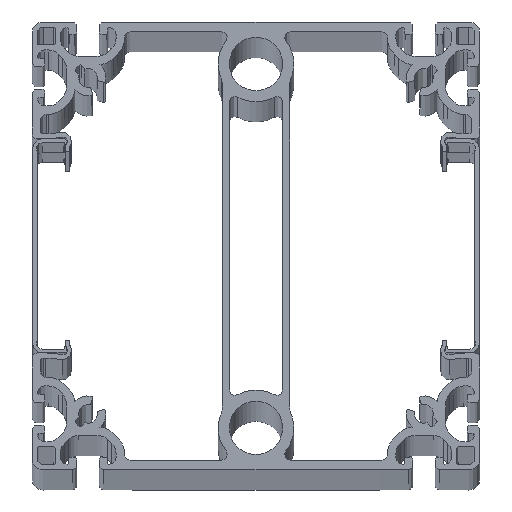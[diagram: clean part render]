
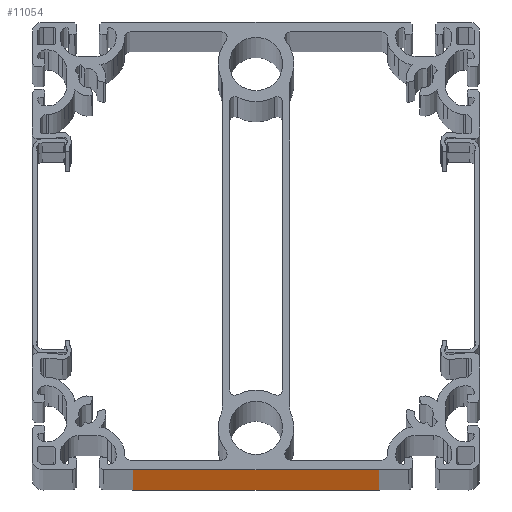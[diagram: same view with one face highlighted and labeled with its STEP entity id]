
A CAD part, top view. The second image highlights one B-rep face of the part: STEP entity #11054.
In plain terms, the highlighted planar face has unit normal (0, -1, 0).
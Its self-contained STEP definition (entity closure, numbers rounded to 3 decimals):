
#122 = LINE ( 'NONE', #5149, #3448 ) ;
#171 = VERTEX_POINT ( 'NONE', #7998 ) ;
#537 = ORIENTED_EDGE ( 'NONE', *, *, #5168, .T. ) ;
#938 = VERTEX_POINT ( 'NONE', #3431 ) ;
#2928 = AXIS2_PLACEMENT_3D ( 'NONE', #10142, #4915, #13026 ) ;
#3374 = CARTESIAN_POINT ( 'NONE',  ( 0., -80., 0. ) ) ;
#3431 = CARTESIAN_POINT ( 'NONE',  ( 44., -80., 4130. ) ) ;
#3448 = VECTOR ( 'NONE', #16818, 1000. ) ;
#3738 = ORIENTED_EDGE ( 'NONE', *, *, #9429, .F. ) ;
#4247 = VERTEX_POINT ( 'NONE', #11737 ) ;
#4271 = CARTESIAN_POINT ( 'NONE',  ( -44., -80., 4130. ) ) ;
#4915 = DIRECTION ( 'NONE',  ( 0., 1., 0. ) ) ;
#5149 = CARTESIAN_POINT ( 'NONE',  ( 44., -80., 4130. ) ) ;
#5168 = EDGE_CURVE ( 'NONE', #12891, #171, #17219, .T. ) ;
#5693 = CARTESIAN_POINT ( 'NONE',  ( 0., -80., 4130. ) ) ;
#5766 = ORIENTED_EDGE ( 'NONE', *, *, #9206, .F. ) ;
#6410 = DIRECTION ( 'NONE',  ( 1., 0., 0. ) ) ;
#7358 = FACE_OUTER_BOUND ( 'NONE', #12320, .T. ) ;
#7998 = CARTESIAN_POINT ( 'NONE',  ( 44., -80., 0. ) ) ;
#8412 = EDGE_CURVE ( 'NONE', #4247, #12891, #12975, .T. ) ;
#9206 = EDGE_CURVE ( 'NONE', #4247, #938, #15485, .T. ) ;
#9429 = EDGE_CURVE ( 'NONE', #938, #171, #122, .T. ) ;
#10142 = CARTESIAN_POINT ( 'NONE',  ( 0., -80., 4130. ) ) ;
#10153 = DIRECTION ( 'NONE',  ( 1., 0., 0. ) ) ;
#10231 = ORIENTED_EDGE ( 'NONE', *, *, #8412, .T. ) ;
#10359 = PLANE ( 'NONE',  #2928 ) ;
#11054 = ADVANCED_FACE ( 'NONE', ( #7358 ), #10359, .F. ) ;
#11737 = CARTESIAN_POINT ( 'NONE',  ( -44., -80., 4130. ) ) ;
#11926 = VECTOR ( 'NONE', #6410, 1000. ) ;
#12320 = EDGE_LOOP ( 'NONE', ( #3738, #5766, #10231, #537 ) ) ;
#12891 = VERTEX_POINT ( 'NONE', #15821 ) ;
#12975 = LINE ( 'NONE', #4271, #16531 ) ;
#13026 = DIRECTION ( 'NONE',  ( -1., 0., 0. ) ) ;
#15485 = LINE ( 'NONE', #5693, #11926 ) ;
#15821 = CARTESIAN_POINT ( 'NONE',  ( -44., -80., 0. ) ) ;
#16362 = DIRECTION ( 'NONE',  ( 0., 0., -1. ) ) ;
#16531 = VECTOR ( 'NONE', #16362, 1000. ) ;
#16818 = DIRECTION ( 'NONE',  ( 0., 0., -1. ) ) ;
#16849 = VECTOR ( 'NONE', #10153, 1000. ) ;
#17219 = LINE ( 'NONE', #3374, #16849 ) ;
